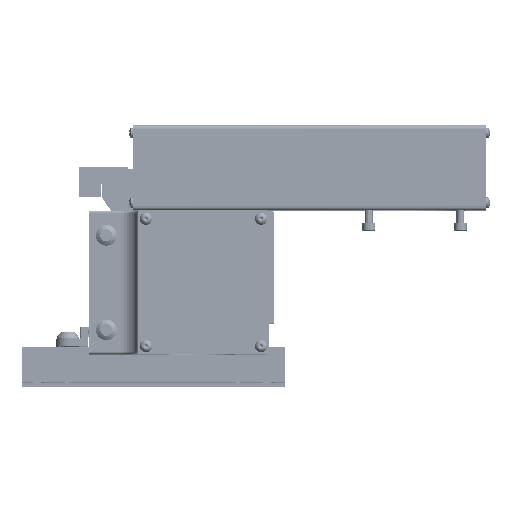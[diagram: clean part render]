
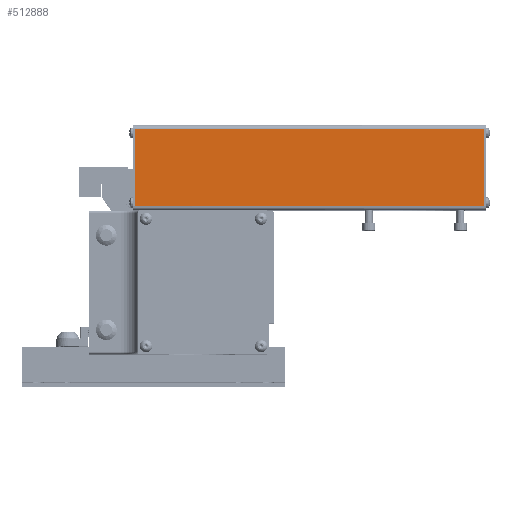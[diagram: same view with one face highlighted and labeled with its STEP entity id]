
A CAD part, top view. The second image highlights one B-rep face of the part: STEP entity #512888.
In plain terms, the highlighted planar face has unit normal (0, 0, 1).
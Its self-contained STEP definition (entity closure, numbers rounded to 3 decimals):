
#21094 = ORIENTED_EDGE ( 'NONE', *, *, #84830, .T. ) ;
#31240 = ORIENTED_EDGE ( 'NONE', *, *, #566643, .T. ) ;
#44058 = CARTESIAN_POINT ( 'NONE',  ( -159.417, 4.656, 2.5 ) ) ;
#56051 = LINE ( 'NONE', #558379, #431936 ) ;
#58977 = DIRECTION ( 'NONE',  ( 0., 1., 0. ) ) ;
#62714 = EDGE_LOOP ( 'NONE', ( #31240, #514873, #21094, #86082 ) ) ;
#68092 = DIRECTION ( 'NONE',  ( 0., -1., 0. ) ) ;
#80185 = VERTEX_POINT ( 'NONE', #193749 ) ;
#84830 = EDGE_CURVE ( 'NONE', #425191, #401320, #436219, .T. ) ;
#86082 = ORIENTED_EDGE ( 'NONE', *, *, #585990, .T. ) ;
#89274 = AXIS2_PLACEMENT_3D ( 'NONE', #523524, #257277, #577241 ) ;
#100566 = VERTEX_POINT ( 'NONE', #327069 ) ;
#119747 = FACE_OUTER_BOUND ( 'NONE', #62714, .T. ) ;
#142390 = EDGE_CURVE ( 'NONE', #80185, #425191, #516759, .T. ) ;
#193749 = CARTESIAN_POINT ( 'NONE',  ( -2.021, 4.656, 2.5 ) ) ;
#257277 = DIRECTION ( 'NONE',  ( 0., 0., -1. ) ) ;
#324781 = VECTOR ( 'NONE', #68092, 39.37 ) ;
#327069 = CARTESIAN_POINT ( 'NONE',  ( 8.583, 4.656, 2.5 ) ) ;
#363972 = LINE ( 'NONE', #44058, #561856 ) ;
#401320 = VERTEX_POINT ( 'NONE', #419248 ) ;
#411843 = CARTESIAN_POINT ( 'NONE',  ( -2.021, 2.313, 2.5 ) ) ;
#419248 = CARTESIAN_POINT ( 'NONE',  ( 8.583, 2.313, 2.5 ) ) ;
#425191 = VERTEX_POINT ( 'NONE', #411843 ) ;
#431936 = VECTOR ( 'NONE', #58977, 39.37 ) ;
#435818 = CARTESIAN_POINT ( 'NONE',  ( -2.021, 4.656, 2.5 ) ) ;
#436219 = LINE ( 'NONE', #564954, #447870 ) ;
#447870 = VECTOR ( 'NONE', #573825, 39.37 ) ;
#484522 = PLANE ( 'NONE',  #89274 ) ;
#512888 = ADVANCED_FACE ( 'NONE', ( #119747 ), #484522, .F. ) ;
#514873 = ORIENTED_EDGE ( 'NONE', *, *, #142390, .T. ) ;
#516759 = LINE ( 'NONE', #435818, #324781 ) ;
#523524 = CARTESIAN_POINT ( 'NONE',  ( -159.417, 2.188, 2.5 ) ) ;
#558379 = CARTESIAN_POINT ( 'NONE',  ( 8.583, 2.188, 2.5 ) ) ;
#561856 = VECTOR ( 'NONE', #591290, 39.37 ) ;
#564954 = CARTESIAN_POINT ( 'NONE',  ( -159.417, 2.313, 2.5 ) ) ;
#566643 = EDGE_CURVE ( 'NONE', #100566, #80185, #363972, .T. ) ;
#573825 = DIRECTION ( 'NONE',  ( 1., 0., 0. ) ) ;
#577241 = DIRECTION ( 'NONE',  ( -1., 0., 0. ) ) ;
#585990 = EDGE_CURVE ( 'NONE', #401320, #100566, #56051, .T. ) ;
#591290 = DIRECTION ( 'NONE',  ( -1., 0., 0. ) ) ;
